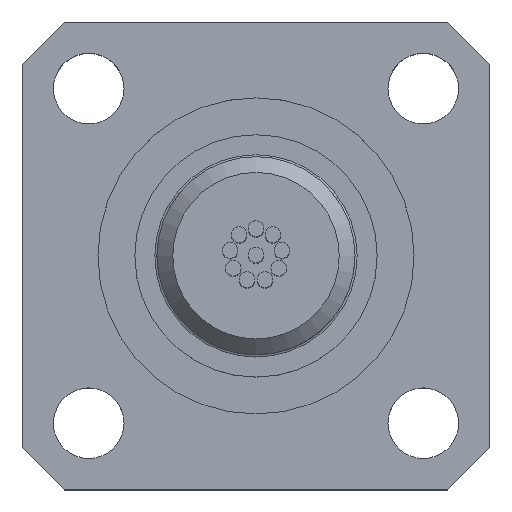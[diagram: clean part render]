
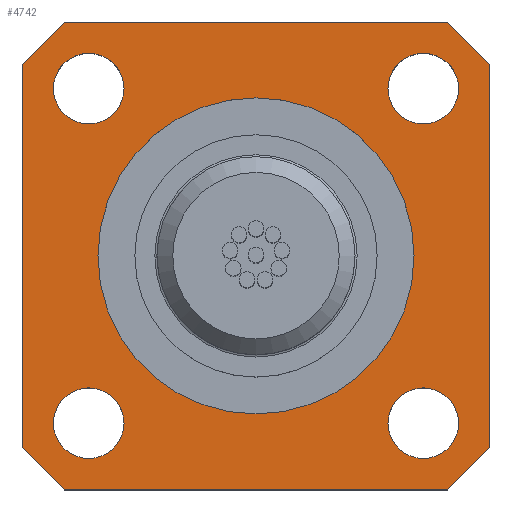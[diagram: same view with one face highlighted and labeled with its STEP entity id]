
A CAD part, top view. The second image highlights one B-rep face of the part: STEP entity #4742.
In plain terms, the highlighted planar face has unit normal (0, 0, 1).
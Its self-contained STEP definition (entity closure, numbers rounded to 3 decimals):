
#66=CIRCLE($,#4931,15.);
#67=CIRCLE($,#4932,3.35);
#68=CIRCLE($,#4933,3.35);
#69=CIRCLE($,#4934,3.35);
#70=CIRCLE($,#4935,3.35);
#679=FACE_OUTER_BOUND($,#1086,.T.);
#789=FACE_BOUND($,#1087,.T.);
#790=FACE_BOUND($,#1088,.T.);
#791=FACE_BOUND($,#1089,.T.);
#792=FACE_BOUND($,#1090,.T.);
#793=FACE_BOUND($,#1091,.T.);
#1086=EDGE_LOOP($,(#4171,#4172,#4173,#4174,#4175,#4176,#4177,#4178));
#1087=EDGE_LOOP($,(#4179));
#1088=EDGE_LOOP($,(#4180));
#1089=EDGE_LOOP($,(#4181));
#1090=EDGE_LOOP($,(#4182));
#1091=EDGE_LOOP($,(#4183));
#1536=LINE($,#8831,#1885);
#1542=LINE($,#8842,#1891);
#1549=LINE($,#8868,#1898);
#1552=LINE($,#8873,#1901);
#1554=LINE($,#8877,#1903);
#1556=LINE($,#8881,#1905);
#1558=LINE($,#8884,#1907);
#1559=LINE($,#8885,#1908);
#1885=VECTOR($,#5569,5.657);
#1891=VECTOR($,#5577,36.4);
#1898=VECTOR($,#5598,5.657);
#1901=VECTOR($,#5603,36.4);
#1903=VECTOR($,#5607,5.657);
#1905=VECTOR($,#5611,5.657);
#1907=VECTOR($,#5615,36.4);
#1908=VECTOR($,#5616,36.4);
#2291=VERTEX_POINT($,#8829);
#2292=VERTEX_POINT($,#8830);
#2296=VERTEX_POINT($,#8840);
#2307=VERTEX_POINT($,#8866);
#2308=VERTEX_POINT($,#8867);
#2309=VERTEX_POINT($,#8872);
#2310=VERTEX_POINT($,#8876);
#2311=VERTEX_POINT($,#8880);
#2312=VERTEX_POINT($,#8886);
#2313=VERTEX_POINT($,#8888);
#2314=VERTEX_POINT($,#8890);
#2315=VERTEX_POINT($,#8892);
#2316=VERTEX_POINT($,#8894);
#2933=EDGE_CURVE($,#2291,#2292,#1536,.T.);
#2939=EDGE_CURVE($,#2296,#2291,#1542,.T.);
#2951=EDGE_CURVE($,#2307,#2308,#1549,.T.);
#2954=EDGE_CURVE($,#2308,#2309,#1552,.T.);
#2956=EDGE_CURVE($,#2309,#2310,#1554,.T.);
#2958=EDGE_CURVE($,#2311,#2296,#1556,.T.);
#2960=EDGE_CURVE($,#2310,#2311,#1558,.T.);
#2961=EDGE_CURVE($,#2292,#2307,#1559,.T.);
#2962=EDGE_CURVE($,#2312,#2312,#66,.T.);
#2963=EDGE_CURVE($,#2313,#2313,#67,.T.);
#2964=EDGE_CURVE($,#2314,#2314,#68,.T.);
#2965=EDGE_CURVE($,#2315,#2315,#69,.T.);
#2966=EDGE_CURVE($,#2316,#2316,#70,.T.);
#4171=ORIENTED_EDGE($,*,*,#2933,.F.);
#4172=ORIENTED_EDGE($,*,*,#2939,.F.);
#4173=ORIENTED_EDGE($,*,*,#2958,.F.);
#4174=ORIENTED_EDGE($,*,*,#2960,.F.);
#4175=ORIENTED_EDGE($,*,*,#2956,.F.);
#4176=ORIENTED_EDGE($,*,*,#2954,.F.);
#4177=ORIENTED_EDGE($,*,*,#2951,.F.);
#4178=ORIENTED_EDGE($,*,*,#2961,.F.);
#4179=ORIENTED_EDGE($,*,*,#2962,.T.);
#4180=ORIENTED_EDGE($,*,*,#2963,.T.);
#4181=ORIENTED_EDGE($,*,*,#2964,.T.);
#4182=ORIENTED_EDGE($,*,*,#2965,.T.);
#4183=ORIENTED_EDGE($,*,*,#2966,.T.);
#4442=PLANE($,#4930);
#4742=ADVANCED_FACE($,(#679,#789,#790,#791,#792,#793),#4442,.T.);
#4930=AXIS2_PLACEMENT_3D($,#8883,#5613,#5614);
#4931=AXIS2_PLACEMENT_3D($,#8887,#5617,#5618);
#4932=AXIS2_PLACEMENT_3D($,#8889,#5619,#5620);
#4933=AXIS2_PLACEMENT_3D($,#8891,#5621,#5622);
#4934=AXIS2_PLACEMENT_3D($,#8893,#5623,#5624);
#4935=AXIS2_PLACEMENT_3D($,#8895,#5625,#5626);
#5569=DIRECTION($,(0.707,0.707,0.));
#5577=DIRECTION($,(0.,1.,0.));
#5598=DIRECTION($,(0.707,-0.707,0.));
#5603=DIRECTION($,(0.,-1.,0.));
#5607=DIRECTION($,(-0.707,-0.707,0.));
#5611=DIRECTION($,(-0.707,0.707,0.));
#5613=DIRECTION('center_axis',(0.,0.,1.));
#5614=DIRECTION('ref_axis',(1.,0.,0.));
#5615=DIRECTION($,(-1.,0.,0.));
#5616=DIRECTION($,(1.,0.,0.));
#5617=DIRECTION('center_axis',(0.,0.,-1.));
#5618=DIRECTION('ref_axis',(-1.,0.,0.));
#5619=DIRECTION('center_axis',(0.,0.,-1.));
#5620=DIRECTION('ref_axis',(1.,0.,0.));
#5621=DIRECTION('center_axis',(0.,0.,-1.));
#5622=DIRECTION('ref_axis',(0.,1.,0.));
#5623=DIRECTION('center_axis',(0.,0.,-1.));
#5624=DIRECTION('ref_axis',(-1.,0.,0.));
#5625=DIRECTION('center_axis',(0.,0.,-1.));
#5626=DIRECTION('ref_axis',(0.,-1.,0.));
#8829=CARTESIAN_POINT('',(-22.2,18.2,9.5));
#8830=CARTESIAN_POINT('',(-18.2,22.2,9.5));
#8831=CARTESIAN_POINT($,(-20.2,20.2,9.5));
#8840=CARTESIAN_POINT('',(-22.2,-18.2,9.5));
#8842=CARTESIAN_POINT($,(-22.2,-22.2,9.5));
#8866=CARTESIAN_POINT('',(18.2,22.2,9.5));
#8867=CARTESIAN_POINT('',(22.2,18.2,9.5));
#8868=CARTESIAN_POINT($,(20.2,20.2,9.5));
#8872=CARTESIAN_POINT('',(22.2,-18.2,9.5));
#8873=CARTESIAN_POINT($,(22.2,22.2,9.5));
#8876=CARTESIAN_POINT('',(18.2,-22.2,9.5));
#8877=CARTESIAN_POINT($,(20.2,-20.2,9.5));
#8880=CARTESIAN_POINT('',(-18.2,-22.2,9.5));
#8881=CARTESIAN_POINT($,(-20.2,-20.2,9.5));
#8883=CARTESIAN_POINT('Origin',(0.,0.,9.5));
#8884=CARTESIAN_POINT($,(22.2,-22.2,9.5));
#8885=CARTESIAN_POINT($,(-22.2,22.2,9.5));
#8886=CARTESIAN_POINT('',(15.,0.,9.5));
#8887=CARTESIAN_POINT('Origin',(0.,0.,9.5));
#8888=CARTESIAN_POINT('',(12.525,15.875,9.5));
#8889=CARTESIAN_POINT('Origin',(15.875,15.875,9.5));
#8890=CARTESIAN_POINT('',(-15.875,12.525,9.5));
#8891=CARTESIAN_POINT('Origin',(-15.875,15.875,9.5));
#8892=CARTESIAN_POINT('',(-12.525,-15.875,9.5));
#8893=CARTESIAN_POINT('Origin',(-15.875,-15.875,9.5));
#8894=CARTESIAN_POINT('',(15.875,-12.525,9.5));
#8895=CARTESIAN_POINT('Origin',(15.875,-15.875,9.5));
